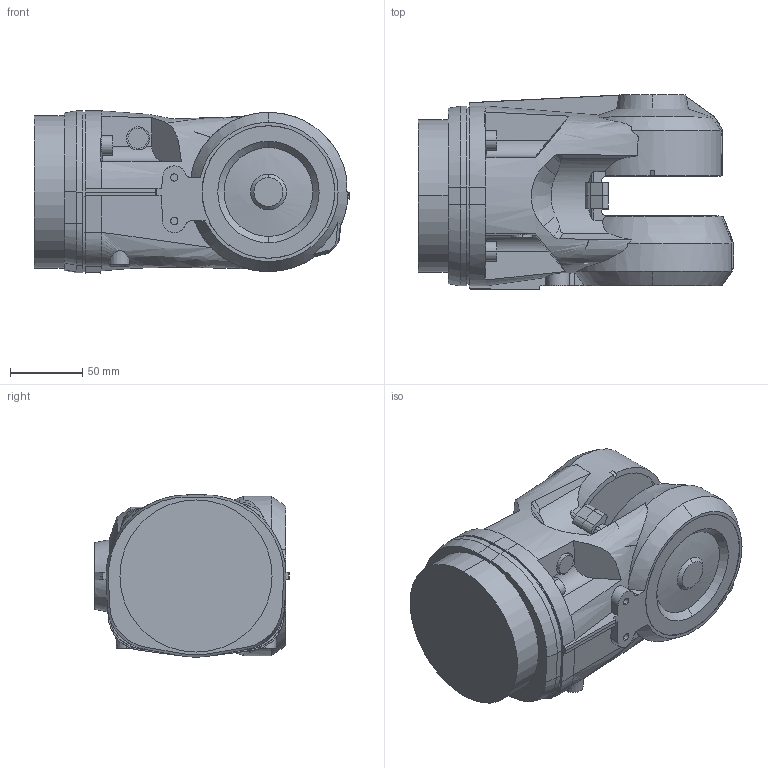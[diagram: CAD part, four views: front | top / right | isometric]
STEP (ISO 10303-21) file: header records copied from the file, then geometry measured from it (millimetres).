
FILE_DESCRIPTION (( 'STEP AP214' ), '1' );
FILE_NAME ('IRB140_6kg-81_LINK4_CAD_rev02.STEP', '2017-01-24T06:56:10', ( 'ABB' ), ( 'ABB' ), 'SwSTEP 2.0', 'SolidWorks 2014', '' );
FILE_SCHEMA (( 'AUTOMOTIVE_DESIGN' ));
Length unit declared in the file: millimetre
Products named in the file (1): IRB140_6kg-81_LINK4_CAD_rev02
Bounding box: 217.5 x 134.47 x 111.99 mm (x, y, z)
Volume: 1875690.8 mm3; surface area: 129288.3 mm2
Topology: 1 solids, 1 shells, 326 faces, 889 edges, 576 vertices
Faces by surface type: plane 132, cylinder 85, cone 65, bspline 44
Entity records: 13741 total; most frequent: CARTESIAN_POINT 5986, ORIENTED_EDGE 1778, DIRECTION 1384, EDGE_CURVE 889, VERTEX_POINT 576, AXIS2_PLACEMENT_3D 514, VECTOR 356, LINE 356
